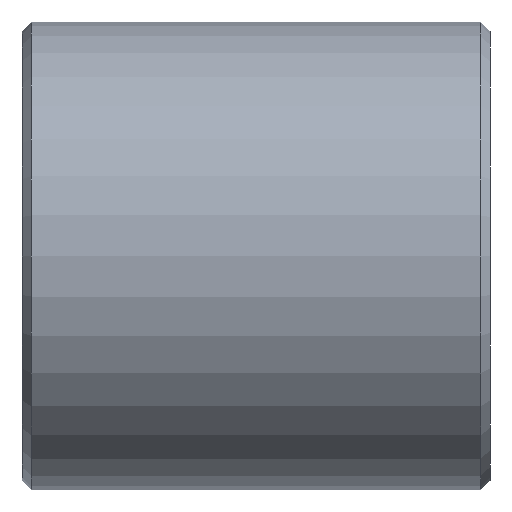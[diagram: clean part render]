
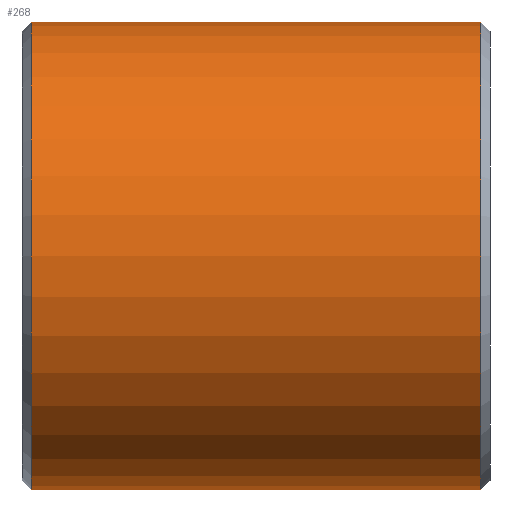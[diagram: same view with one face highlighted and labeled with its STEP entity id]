
A CAD part, left-side view. The second image highlights one B-rep face of the part: STEP entity #268.
In plain terms, the highlighted cylindrical face has radius 7.5 mm (diameter 15 mm), a partial arc.
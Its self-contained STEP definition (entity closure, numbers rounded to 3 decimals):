
#235 = VERTEX_POINT ( 'NONE', #1068 ) ;
#245 = ORIENTED_EDGE ( 'NONE', *, *, #397, .F. ) ;
#246 = ORIENTED_EDGE ( 'NONE', *, *, #247, .T. ) ;
#247 = EDGE_CURVE ( 'NONE', #235, #327, #1093, .T. ) ;
#248 = ORIENTED_EDGE ( 'NONE', *, *, #330, .T. ) ;
#249 = ORIENTED_EDGE ( 'NONE', *, *, #320, .F. ) ;
#259 = VERTEX_POINT ( 'NONE', #1038 ) ;
#268 = ADVANCED_FACE ( 'NONE', ( #1058 ), #1080, .T. ) ;
#270 = EDGE_LOOP ( 'NONE', ( #245, #246, #248, #249 ) ) ;
#320 = EDGE_CURVE ( 'NONE', #366, #259, #1277, .T. ) ;
#327 = VERTEX_POINT ( 'NONE', #1190 ) ;
#330 = EDGE_CURVE ( 'NONE', #327, #259, #1275, .T. ) ;
#366 = VERTEX_POINT ( 'NONE', #1312 ) ;
#397 = EDGE_CURVE ( 'NONE', #235, #366, #1605, .T. ) ;
#1038 = CARTESIAN_POINT ( 'NONE',  ( 0., -7.2, -7.5 ) ) ;
#1058 = FACE_OUTER_BOUND ( 'NONE', #270, .T. ) ;
#1059 = CARTESIAN_POINT ( 'NONE',  ( 0., 7.2, 0. ) ) ;
#1068 = CARTESIAN_POINT ( 'NONE',  ( 0., 7.2, 7.5 ) ) ;
#1073 = DIRECTION ( 'NONE',  ( 0., 0., -1. ) ) ;
#1074 = DIRECTION ( 'NONE',  ( 0., -1., 0. ) ) ;
#1076 = DIRECTION ( 'NONE',  ( 0., 0., -1. ) ) ;
#1077 = DIRECTION ( 'NONE',  ( 0., -1., 0. ) ) ;
#1078 = CARTESIAN_POINT ( 'NONE',  ( 0., -9.881, 0. ) ) ;
#1079 = AXIS2_PLACEMENT_3D ( 'NONE', #1078, #1077, #1076 ) ;
#1080 = CYLINDRICAL_SURFACE ( 'NONE', #1079, 7.5 ) ;
#1092 = AXIS2_PLACEMENT_3D ( 'NONE', #1059, #1074, #1073 ) ;
#1093 = CIRCLE ( 'NONE', #1092, 7.5 ) ;
#1190 = CARTESIAN_POINT ( 'NONE',  ( 0., 7.2, -7.5 ) ) ;
#1208 = DIRECTION ( 'NONE',  ( 0., 0., -1. ) ) ;
#1209 = DIRECTION ( 'NONE',  ( 0., -1., 0. ) ) ;
#1210 = AXIS2_PLACEMENT_3D ( 'NONE', #1276, #1209, #1208 ) ;
#1272 = DIRECTION ( 'NONE',  ( 0., -1., 0. ) ) ;
#1273 = VECTOR ( 'NONE', #1272, 1000. ) ;
#1274 = CARTESIAN_POINT ( 'NONE',  ( 0., -9.881, -7.5 ) ) ;
#1275 = LINE ( 'NONE', #1274, #1273 ) ;
#1276 = CARTESIAN_POINT ( 'NONE',  ( 0., -7.2, 0. ) ) ;
#1277 = CIRCLE ( 'NONE', #1210, 7.5 ) ;
#1312 = CARTESIAN_POINT ( 'NONE',  ( 0., -7.2, 7.5 ) ) ;
#1360 = DIRECTION ( 'NONE',  ( 0., -1., 0. ) ) ;
#1445 = VECTOR ( 'NONE', #1360, 1000. ) ;
#1604 = CARTESIAN_POINT ( 'NONE',  ( 0., -9.881, 7.5 ) ) ;
#1605 = LINE ( 'NONE', #1604, #1445 ) ;
